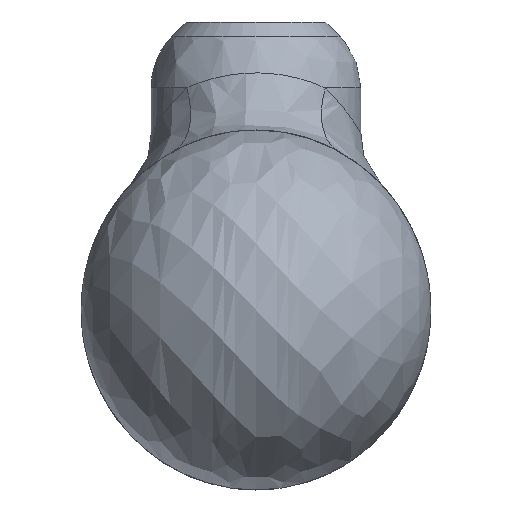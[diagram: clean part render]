
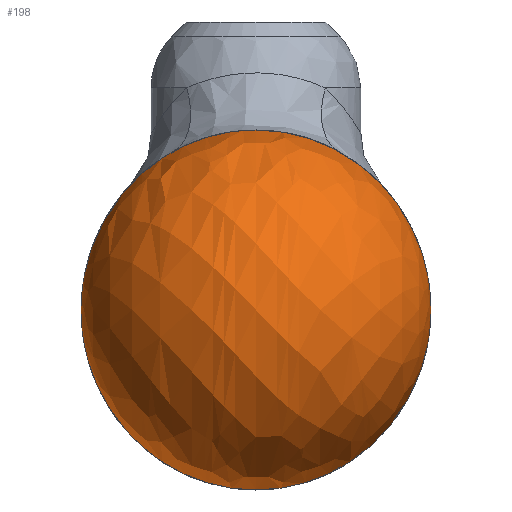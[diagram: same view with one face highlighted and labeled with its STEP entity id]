
A CAD part, front view. The second image highlights one B-rep face of the part: STEP entity #198.
In plain terms, the highlighted free-form (B-spline) face has degree [2, 2] with [5, 9] control points.
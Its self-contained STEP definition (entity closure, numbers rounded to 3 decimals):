
#46=FACE_OUTER_BOUND('',#58,.T.);
#58=EDGE_LOOP('',(#134,#135,#136));
#72=ELLIPSE('',#226,5.25,5.1);
#73=ELLIPSE('',#227,5.25,5.1);
#74=ELLIPSE('',#228,5.25,5.1);
#82=VERTEX_POINT('',#380);
#83=VERTEX_POINT('',#381);
#84=VERTEX_POINT('',#383);
#103=EDGE_CURVE('',#82,#83,#72,.T.);
#104=EDGE_CURVE('',#84,#82,#73,.T.);
#105=EDGE_CURVE('',#83,#84,#74,.T.);
#134=ORIENTED_EDGE('',*,*,#103,.F.);
#135=ORIENTED_EDGE('',*,*,#104,.F.);
#136=ORIENTED_EDGE('',*,*,#105,.F.);
#194=(
BOUNDED_SURFACE()
B_SPLINE_SURFACE(2,2,((#335,#336,#337,#338,#339,#340,#341,#342,#343),(#344,
#345,#346,#347,#348,#349,#350,#351,#352),(#353,#354,#355,#356,#357,#358,
#359,#360,#361),(#362,#363,#364,#365,#366,#367,#368,#369,#370),(#371,#372,
#373,#374,#375,#376,#377,#378,#379)),.UNSPECIFIED.,.F.,.T.,.F.)
B_SPLINE_SURFACE_WITH_KNOTS((3,2,3),(3,2,2,2,3),(1.571,3.142,
4.712),(0.,1.571,3.142,4.712,
6.283),.UNSPECIFIED.)
GEOMETRIC_REPRESENTATION_ITEM()
RATIONAL_B_SPLINE_SURFACE(((1.,0.707,1.,0.707,1.,
0.707,1.,0.707,1.),(0.707,0.5,0.707,
0.5,0.707,0.5,0.707,0.5,0.707),(1.,
0.707,1.,0.707,1.,0.707,1.,0.707,
1.),(0.707,0.5,0.707,0.5,0.707,0.5,
0.707,0.5,0.707),(1.,0.707,1.,0.707,
1.,0.707,1.,0.707,1.)))
REPRESENTATION_ITEM('')
SURFACE()
);
#198=ADVANCED_FACE('',(#46),#194,.T.);
#226=AXIS2_PLACEMENT_3D('',#382,#250,#251);
#227=AXIS2_PLACEMENT_3D('',#384,#252,#253);
#228=AXIS2_PLACEMENT_3D('',#385,#254,#255);
#250=DIRECTION('center_axis',(0.,1.,0.));
#251=DIRECTION('ref_axis',(0.,0.,-1.));
#252=DIRECTION('center_axis',(0.,1.,0.));
#253=DIRECTION('ref_axis',(0.,0.,-1.));
#254=DIRECTION('center_axis',(0.,1.,0.));
#255=DIRECTION('ref_axis',(0.,0.,-1.));
#335=CARTESIAN_POINT('Ctrl Pts',(5.2,-0.48,0.));
#336=CARTESIAN_POINT('Ctrl Pts',(5.2,-0.48,0.));
#337=CARTESIAN_POINT('Ctrl Pts',(5.2,-0.48,0.));
#338=CARTESIAN_POINT('Ctrl Pts',(5.2,-0.48,0.));
#339=CARTESIAN_POINT('Ctrl Pts',(5.2,-0.48,0.));
#340=CARTESIAN_POINT('Ctrl Pts',(5.2,-0.48,0.));
#341=CARTESIAN_POINT('Ctrl Pts',(5.2,-0.48,0.));
#342=CARTESIAN_POINT('Ctrl Pts',(5.2,-0.48,0.));
#343=CARTESIAN_POINT('Ctrl Pts',(5.2,-0.48,0.));
#344=CARTESIAN_POINT('Ctrl Pts',(5.2,-0.48,5.25));
#345=CARTESIAN_POINT('Ctrl Pts',(5.2,-5.73,5.25));
#346=CARTESIAN_POINT('Ctrl Pts',(5.2,-5.73,0.));
#347=CARTESIAN_POINT('Ctrl Pts',(5.2,-5.73,-5.25));
#348=CARTESIAN_POINT('Ctrl Pts',(5.2,-0.48,-5.25));
#349=CARTESIAN_POINT('Ctrl Pts',(5.2,4.77,-5.25));
#350=CARTESIAN_POINT('Ctrl Pts',(5.2,4.77,0.));
#351=CARTESIAN_POINT('Ctrl Pts',(5.2,4.77,5.25));
#352=CARTESIAN_POINT('Ctrl Pts',(5.2,-0.48,5.25));
#353=CARTESIAN_POINT('Ctrl Pts',(0.1,-0.48,5.25));
#354=CARTESIAN_POINT('Ctrl Pts',(0.1,-5.73,5.25));
#355=CARTESIAN_POINT('Ctrl Pts',(0.1,-5.73,0.));
#356=CARTESIAN_POINT('Ctrl Pts',(0.1,-5.73,-5.25));
#357=CARTESIAN_POINT('Ctrl Pts',(0.1,-0.48,-5.25));
#358=CARTESIAN_POINT('Ctrl Pts',(0.1,4.77,-5.25));
#359=CARTESIAN_POINT('Ctrl Pts',(0.1,4.77,0.));
#360=CARTESIAN_POINT('Ctrl Pts',(0.1,4.77,5.25));
#361=CARTESIAN_POINT('Ctrl Pts',(0.1,-0.48,5.25));
#362=CARTESIAN_POINT('Ctrl Pts',(-5.,-0.48,5.25));
#363=CARTESIAN_POINT('Ctrl Pts',(-5.,-5.73,5.25));
#364=CARTESIAN_POINT('Ctrl Pts',(-5.,-5.73,0.));
#365=CARTESIAN_POINT('Ctrl Pts',(-5.,-5.73,-5.25));
#366=CARTESIAN_POINT('Ctrl Pts',(-5.,-0.48,-5.25));
#367=CARTESIAN_POINT('Ctrl Pts',(-5.,4.77,-5.25));
#368=CARTESIAN_POINT('Ctrl Pts',(-5.,4.77,0.));
#369=CARTESIAN_POINT('Ctrl Pts',(-5.,4.77,5.25));
#370=CARTESIAN_POINT('Ctrl Pts',(-5.,-0.48,5.25));
#371=CARTESIAN_POINT('Ctrl Pts',(-5.,-0.48,0.));
#372=CARTESIAN_POINT('Ctrl Pts',(-5.,-0.48,0.));
#373=CARTESIAN_POINT('Ctrl Pts',(-5.,-0.48,0.));
#374=CARTESIAN_POINT('Ctrl Pts',(-5.,-0.48,0.));
#375=CARTESIAN_POINT('Ctrl Pts',(-5.,-0.48,0.));
#376=CARTESIAN_POINT('Ctrl Pts',(-5.,-0.48,0.));
#377=CARTESIAN_POINT('Ctrl Pts',(-5.,-0.48,0.));
#378=CARTESIAN_POINT('Ctrl Pts',(-5.,-0.48,0.));
#379=CARTESIAN_POINT('Ctrl Pts',(-5.,-0.48,0.));
#380=CARTESIAN_POINT('',(5.2,-0.48,0.));
#381=CARTESIAN_POINT('',(-5.,-0.48,0.));
#382=CARTESIAN_POINT('Origin',(0.1,-0.48,0.));
#383=CARTESIAN_POINT('',(0.1,-0.48,5.25));
#384=CARTESIAN_POINT('Origin',(0.1,-0.48,0.));
#385=CARTESIAN_POINT('Origin',(0.1,-0.48,0.));
